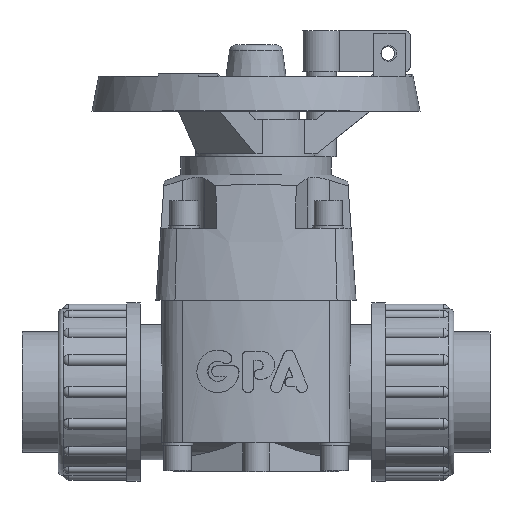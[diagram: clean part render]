
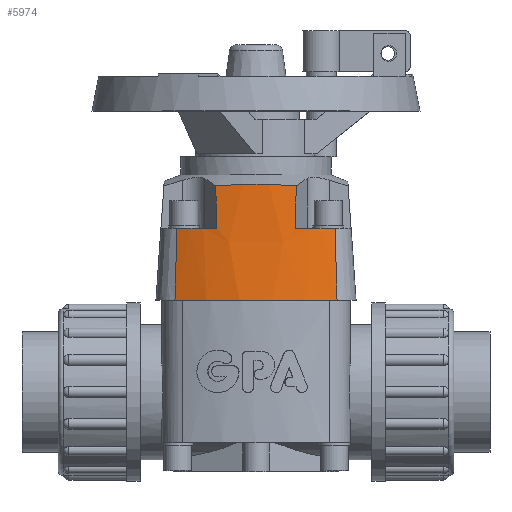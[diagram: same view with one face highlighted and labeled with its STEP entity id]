
A CAD part, top view. The second image highlights one B-rep face of the part: STEP entity #5974.
In plain terms, the highlighted conical face has half-angle 4 degrees and reference radius 85.8 mm.
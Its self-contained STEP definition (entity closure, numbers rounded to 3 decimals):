
#108=(
BOUNDED_CURVE()
B_SPLINE_CURVE(2,(#11709,#11710,#11711),.UNSPECIFIED.,.F.,.F.)
B_SPLINE_CURVE_WITH_KNOTS((3,3),(0.606,18.331),
 .UNSPECIFIED.)
CURVE()
GEOMETRIC_REPRESENTATION_ITEM()
RATIONAL_B_SPLINE_CURVE((1.,1.,1.))
REPRESENTATION_ITEM('')
);
#110=(
BOUNDED_CURVE()
B_SPLINE_CURVE(2,(#11756,#11757,#11758),.UNSPECIFIED.,.F.,.F.)
B_SPLINE_CURVE_WITH_KNOTS((3,3),(0.,17.725),.UNSPECIFIED.)
CURVE()
GEOMETRIC_REPRESENTATION_ITEM()
RATIONAL_B_SPLINE_CURVE((1.,1.,1.))
REPRESENTATION_ITEM('')
);
#117=CONICAL_SURFACE('',#6707,85.8,0.07);
#605=LINE('',#11764,#957);
#606=LINE('',#11766,#958);
#957=VECTOR('',#8416,1.);
#958=VECTOR('',#8419,1.);
#1315=FACE_OUTER_BOUND('',#1696,.T.);
#1696=EDGE_LOOP('',(#5112,#5113,#5114,#5115,#5116,#5117,#5118,#5119));
#2099=CIRCLE('',#6642,85.8);
#2116=CIRCLE('',#6689,83.72);
#2121=CIRCLE('',#6701,83.72);
#2190=B_SPLINE_CURVE_WITH_KNOTS('',3,(#9664,#9665,#9666,#9667,#9668,#9669,
#9670,#9671,#9672,#9673),.UNSPECIFIED.,.F.,.F.,(4,2,2,2,4),(-43.724,
-42.97,-42.132,-41.294,-40.541),
 .UNSPECIFIED.);
#2337=VERTEX_POINT('',#9659);
#2338=VERTEX_POINT('',#9663);
#2730=VERTEX_POINT('',#11614);
#2731=VERTEX_POINT('',#11615);
#2757=VERTEX_POINT('',#11707);
#2759=VERTEX_POINT('',#11715);
#2768=VERTEX_POINT('',#11750);
#2769=VERTEX_POINT('',#11752);
#2931=EDGE_CURVE('',#2338,#2337,#2190,.T.);
#3532=EDGE_CURVE('',#2730,#2731,#2099,.T.);
#3568=EDGE_CURVE('',#2337,#2757,#108,.T.);
#3571=EDGE_CURVE('',#2757,#2759,#2116,.T.);
#3588=EDGE_CURVE('',#2769,#2768,#2121,.T.);
#3590=EDGE_CURVE('',#2768,#2338,#110,.T.);
#3593=EDGE_CURVE('',#2731,#2769,#605,.T.);
#3594=EDGE_CURVE('',#2730,#2759,#606,.T.);
#5112=ORIENTED_EDGE('',*,*,#3571,.T.);
#5113=ORIENTED_EDGE('',*,*,#3594,.F.);
#5114=ORIENTED_EDGE('',*,*,#3532,.T.);
#5115=ORIENTED_EDGE('',*,*,#3593,.T.);
#5116=ORIENTED_EDGE('',*,*,#3588,.T.);
#5117=ORIENTED_EDGE('',*,*,#3590,.T.);
#5118=ORIENTED_EDGE('',*,*,#2931,.T.);
#5119=ORIENTED_EDGE('',*,*,#3568,.T.);
#5974=ADVANCED_FACE('',(#1315),#117,.T.);
#6642=AXIS2_PLACEMENT_3D('',#11616,#8253,#8254);
#6689=AXIS2_PLACEMENT_3D('',#11717,#8367,#8368);
#6701=AXIS2_PLACEMENT_3D('',#11753,#8402,#8403);
#6707=AXIS2_PLACEMENT_3D('',#11765,#8417,#8418);
#8253=DIRECTION('center_axis',(0.,1.,0.));
#8254=DIRECTION('ref_axis',(-0.391,0.,0.92));
#8367=DIRECTION('center_axis',(0.,-1.,0.));
#8368=DIRECTION('ref_axis',(-0.391,0.,0.92));
#8402=DIRECTION('center_axis',(0.,-1.,0.));
#8403=DIRECTION('ref_axis',(-0.391,0.,0.92));
#8416=DIRECTION('',(-0.027,0.998,-0.064));
#8417=DIRECTION('center_axis',(0.,-1.,0.));
#8418=DIRECTION('ref_axis',(-0.391,0.,0.92));
#8419=DIRECTION('',(0.027,0.998,-0.064));
#9659=CARTESIAN_POINT('',(-16.708,85.471,40.374));
#9663=CARTESIAN_POINT('',(16.708,85.471,40.374));
#9664=CARTESIAN_POINT('Ctrl Pts',(16.708,85.471,40.374));
#9665=CARTESIAN_POINT('Ctrl Pts',(14.035,85.659,40.913));
#9666=CARTESIAN_POINT('Ctrl Pts',(11.338,85.804,41.321));
#9667=CARTESIAN_POINT('Ctrl Pts',(5.713,86.012,41.902));
#9668=CARTESIAN_POINT('Ctrl Pts',(2.793,86.064,42.043));
#9669=CARTESIAN_POINT('Ctrl Pts',(-2.793,86.064,42.043));
#9670=CARTESIAN_POINT('Ctrl Pts',(-5.713,86.012,41.902));
#9671=CARTESIAN_POINT('Ctrl Pts',(-11.338,85.804,41.321));
#9672=CARTESIAN_POINT('Ctrl Pts',(-14.035,85.659,40.913));
#9673=CARTESIAN_POINT('Ctrl Pts',(-16.708,85.471,40.374));
#11614=CARTESIAN_POINT('',(-33.589,38.05,38.552));
#11615=CARTESIAN_POINT('',(33.589,38.05,38.552));
#11616=CARTESIAN_POINT('Origin',(0.,38.05,-40.4));
#11707=CARTESIAN_POINT('',(-16.213,67.799,41.735));
#11709=CARTESIAN_POINT('Ctrl Pts',(-16.708,85.471,40.374));
#11710=CARTESIAN_POINT('Ctrl Pts',(-16.462,76.726,41.049));
#11711=CARTESIAN_POINT('Ctrl Pts',(-16.213,67.799,41.735));
#11715=CARTESIAN_POINT('',(-32.775,67.799,36.638));
#11717=CARTESIAN_POINT('Origin',(0.,67.799,-40.4));
#11750=CARTESIAN_POINT('',(16.213,67.799,41.735));
#11752=CARTESIAN_POINT('',(32.775,67.799,36.638));
#11753=CARTESIAN_POINT('Origin',(0.,67.799,-40.4));
#11756=CARTESIAN_POINT('Ctrl Pts',(16.213,67.799,41.735));
#11757=CARTESIAN_POINT('Ctrl Pts',(16.462,76.726,41.049));
#11758=CARTESIAN_POINT('Ctrl Pts',(16.708,85.471,40.374));
#11764=CARTESIAN_POINT('',(33.589,38.05,38.552));
#11765=CARTESIAN_POINT('Origin',(0.,38.05,-40.4));
#11766=CARTESIAN_POINT('',(-33.589,38.05,38.552));
